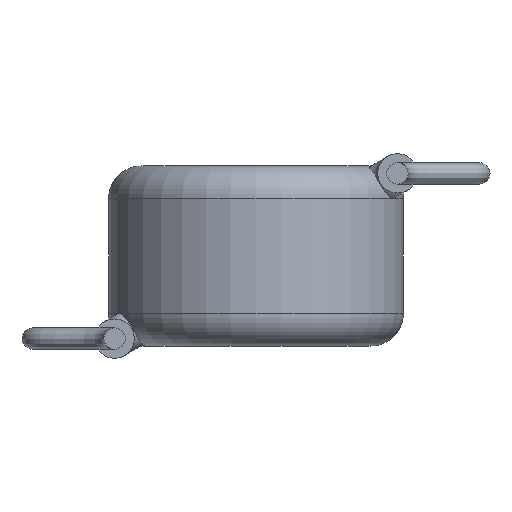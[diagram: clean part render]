
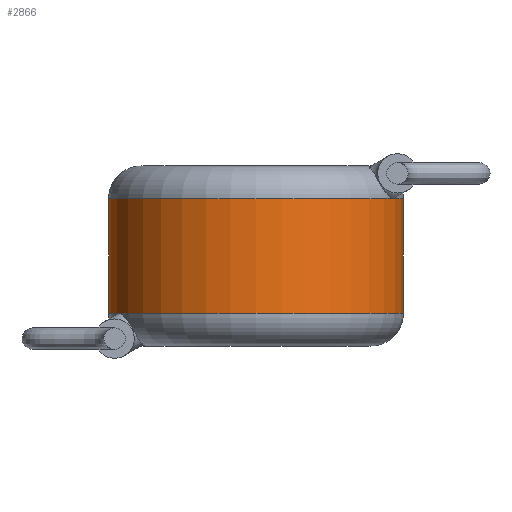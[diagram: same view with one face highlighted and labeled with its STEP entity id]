
A CAD part, front view. The second image highlights one B-rep face of the part: STEP entity #2866.
In plain terms, the highlighted cylindrical face has radius 4.5 mm (diameter 9 mm), a partial arc.
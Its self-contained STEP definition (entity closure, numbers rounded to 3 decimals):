
#149 = CARTESIAN_POINT ( 'NONE',  ( 4.5, 0., 5.5 ) ) ;
#332 = VERTEX_POINT ( 'NONE', #4073 ) ;
#471 = EDGE_LOOP ( 'NONE', ( #2211, #2304, #3592, #1319 ) ) ;
#500 = VECTOR ( 'NONE', #1557, 1000. ) ;
#551 = CIRCLE ( 'NONE', #4169, 4.5 ) ;
#633 = EDGE_CURVE ( 'NONE', #1626, #1293, #2950, .T. ) ;
#702 = DIRECTION ( 'NONE',  ( 0., 0., -1. ) ) ;
#790 = VECTOR ( 'NONE', #702, 1000. ) ;
#792 = CARTESIAN_POINT ( 'NONE',  ( 0., 0., 4.5 ) ) ;
#816 = CYLINDRICAL_SURFACE ( 'NONE', #2092, 4.5 ) ;
#873 = DIRECTION ( 'NONE',  ( 1., 0., 0. ) ) ;
#1204 = LINE ( 'NONE', #149, #500 ) ;
#1220 = CARTESIAN_POINT ( 'NONE',  ( -4.5, 0., 1. ) ) ;
#1237 = EDGE_CURVE ( 'NONE', #1293, #332, #1861, .T. ) ;
#1293 = VERTEX_POINT ( 'NONE', #1220 ) ;
#1301 = CARTESIAN_POINT ( 'NONE',  ( 4.5, 0., 4.5 ) ) ;
#1319 = ORIENTED_EDGE ( 'NONE', *, *, #1237, .T. ) ;
#1359 = FACE_OUTER_BOUND ( 'NONE', #471, .T. ) ;
#1557 = DIRECTION ( 'NONE',  ( 0., 0., -1. ) ) ;
#1626 = VERTEX_POINT ( 'NONE', #1823 ) ;
#1823 = CARTESIAN_POINT ( 'NONE',  ( -4.5, 0., 4.5 ) ) ;
#1861 = CIRCLE ( 'NONE', #1919, 4.5 ) ;
#1906 = CARTESIAN_POINT ( 'NONE',  ( 0., 0., 1. ) ) ;
#1919 = AXIS2_PLACEMENT_3D ( 'NONE', #1906, #2946, #873 ) ;
#1952 = DIRECTION ( 'NONE',  ( 0., 0., -1. ) ) ;
#1978 = EDGE_CURVE ( 'NONE', #3515, #1626, #551, .T. ) ;
#2092 = AXIS2_PLACEMENT_3D ( 'NONE', #2633, #1952, #3395 ) ;
#2103 = EDGE_CURVE ( 'NONE', #3515, #332, #1204, .T. ) ;
#2211 = ORIENTED_EDGE ( 'NONE', *, *, #2103, .F. ) ;
#2304 = ORIENTED_EDGE ( 'NONE', *, *, #1978, .T. ) ;
#2633 = CARTESIAN_POINT ( 'NONE',  ( 0., 0., 5.5 ) ) ;
#2866 = ADVANCED_FACE ( 'NONE', ( #1359 ), #816, .T. ) ;
#2946 = DIRECTION ( 'NONE',  ( 0., 0., 1. ) ) ;
#2950 = LINE ( 'NONE', #4097, #790 ) ;
#3395 = DIRECTION ( 'NONE',  ( -1., 0., 0. ) ) ;
#3515 = VERTEX_POINT ( 'NONE', #1301 ) ;
#3518 = DIRECTION ( 'NONE',  ( 0., 0., -1. ) ) ;
#3592 = ORIENTED_EDGE ( 'NONE', *, *, #633, .T. ) ;
#3822 = DIRECTION ( 'NONE',  ( 1., 0., 0. ) ) ;
#4073 = CARTESIAN_POINT ( 'NONE',  ( 4.5, 0., 1. ) ) ;
#4097 = CARTESIAN_POINT ( 'NONE',  ( -4.5, 0., 5.5 ) ) ;
#4169 = AXIS2_PLACEMENT_3D ( 'NONE', #792, #3518, #3822 ) ;
